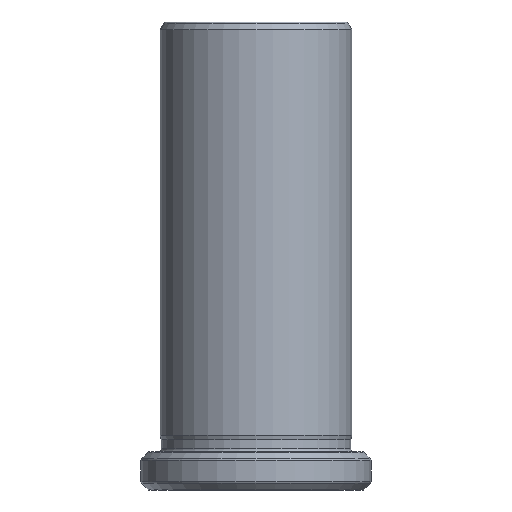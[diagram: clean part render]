
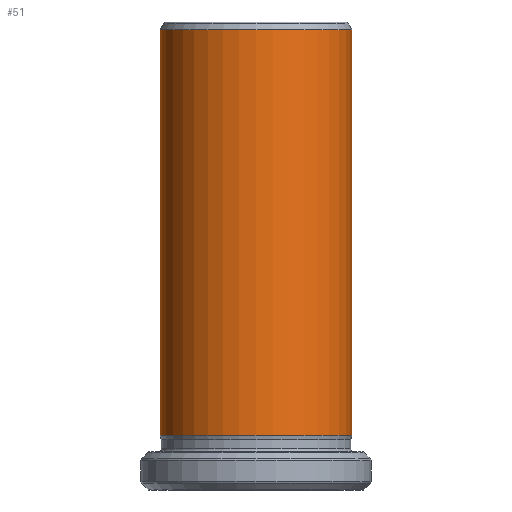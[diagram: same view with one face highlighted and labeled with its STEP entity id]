
A CAD part, front view. The second image highlights one B-rep face of the part: STEP entity #51.
In plain terms, the highlighted cylindrical face has radius 12.5 mm (diameter 25 mm), a full revolution.
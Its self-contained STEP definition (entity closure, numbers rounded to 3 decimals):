
#51=ADVANCED_FACE('',(#78,#79),#67,.T.);
#67=CYLINDRICAL_SURFACE('',#274,12.5);
#78=FACE_BOUND('',#116,.T.);
#79=FACE_BOUND('',#117,.T.);
#116=EDGE_LOOP('',(#154));
#117=EDGE_LOOP('',(#155));
#154=ORIENTED_EDGE('',*,*,#209,.F.);
#155=ORIENTED_EDGE('',*,*,#210,.F.);
#190=VERTEX_POINT('',#405);
#191=VERTEX_POINT('',#407);
#209=EDGE_CURVE('',#190,#190,#228,.T.);
#210=EDGE_CURVE('',#191,#191,#229,.T.);
#228=CIRCLE('',#272,12.5);
#229=CIRCLE('',#273,12.5);
#272=AXIS2_PLACEMENT_3D('',#404,#328,#329);
#273=AXIS2_PLACEMENT_3D('',#406,#330,#331);
#274=AXIS2_PLACEMENT_3D('',#408,#332,#333);
#328=DIRECTION('',(0.,0.,-1.));
#329=DIRECTION('',(1.,0.,0.));
#330=DIRECTION('',(0.,0.,1.));
#331=DIRECTION('',(-1.,0.,0.));
#332=DIRECTION('',(0.,0.,-1.));
#333=DIRECTION('',(1.,0.,0.));
#404=CARTESIAN_POINT('',(0.,0.,
2.127));
#405=CARTESIAN_POINT('',(12.5,0.,2.127));
#406=CARTESIAN_POINT('',(0.,0.,54.973));
#407=CARTESIAN_POINT('',(-12.5,0.,54.973));
#408=CARTESIAN_POINT('',(0.,0.,
60.));
